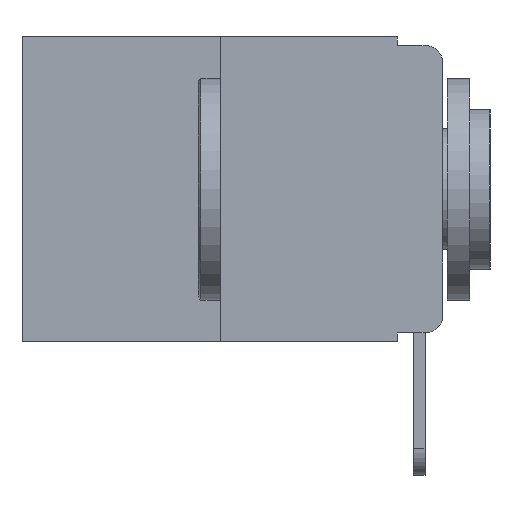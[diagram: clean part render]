
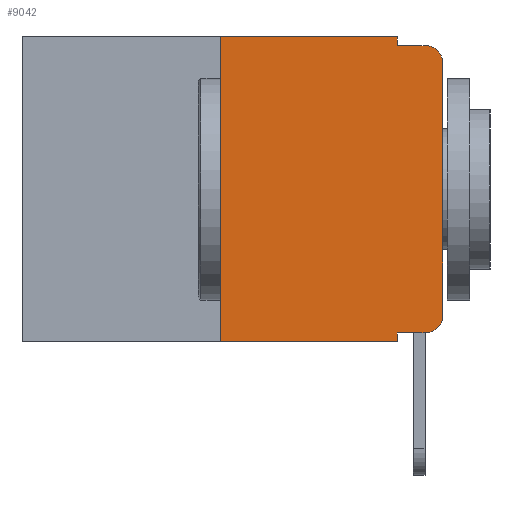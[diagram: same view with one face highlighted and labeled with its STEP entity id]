
A CAD part, left-side view. The second image highlights one B-rep face of the part: STEP entity #9042.
In plain terms, the highlighted planar face has unit normal (-1, 0, 0).
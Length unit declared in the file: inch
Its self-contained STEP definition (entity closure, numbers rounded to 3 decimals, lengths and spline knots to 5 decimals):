
#143 = AXIS2_PLACEMENT_3D ( 'NONE', #6221, #726, #7104 ) ;
#214 = CARTESIAN_POINT ( 'NONE',  ( 0., 0.25, 0. ) ) ;
#387 = CARTESIAN_POINT ( 'NONE',  ( 0., 0.25, -0.343 ) ) ;
#703 = VECTOR ( 'NONE', #8221, 39.37008 ) ;
#726 = DIRECTION ( 'NONE',  ( -1., 0., 0. ) ) ;
#893 = DIRECTION ( 'NONE',  ( 0., 0., -1. ) ) ;
#1024 = LINE ( 'NONE', #7969, #703 ) ;
#1083 = VECTOR ( 'NONE', #10400, 39.37008 ) ;
#1272 = CARTESIAN_POINT ( 'NONE',  ( 0., 0.051, -0.01 ) ) ;
#1455 = LINE ( 'NONE', #4949, #4213 ) ;
#1562 = EDGE_CURVE ( 'NONE', #11031, #6056, #1024, .T. ) ;
#1587 = CARTESIAN_POINT ( 'NONE',  ( 0., 0.25, 0. ) ) ;
#1669 = VECTOR ( 'NONE', #3409, 39.37008 ) ;
#1829 = CIRCLE ( 'NONE', #5968, 0.02 ) ;
#1884 = DIRECTION ( 'NONE',  ( 1., 0., 0. ) ) ;
#2240 = EDGE_CURVE ( 'NONE', #7292, #4468, #8500, .T. ) ;
#2417 = CARTESIAN_POINT ( 'NONE',  ( 0., 0., -0.03 ) ) ;
#2471 = DIRECTION ( 'NONE',  ( 0., 0., -1. ) ) ;
#2500 = ORIENTED_EDGE ( 'NONE', *, *, #11248, .T. ) ;
#2638 = EDGE_CURVE ( 'NONE', #9088, #7292, #7521, .T. ) ;
#2842 = CARTESIAN_POINT ( 'NONE',  ( 0., 0.051, 0. ) ) ;
#2907 = CARTESIAN_POINT ( 'NONE',  ( 0., 0.051, 0. ) ) ;
#3278 = VECTOR ( 'NONE', #8170, 39.37008 ) ;
#3409 = DIRECTION ( 'NONE',  ( 0., -1., 0. ) ) ;
#3560 = LINE ( 'NONE', #6107, #1083 ) ;
#3571 = VERTEX_POINT ( 'NONE', #1587 ) ;
#3809 = ORIENTED_EDGE ( 'NONE', *, *, #2240, .F. ) ;
#3993 = VERTEX_POINT ( 'NONE', #2417 ) ;
#4213 = VECTOR ( 'NONE', #10146, 39.37008 ) ;
#4300 = CARTESIAN_POINT ( 'NONE',  ( 0., 0.473, 0. ) ) ;
#4468 = VERTEX_POINT ( 'NONE', #7138 ) ;
#4697 = CARTESIAN_POINT ( 'NONE',  ( 0., 0., -0.313 ) ) ;
#4898 = VECTOR ( 'NONE', #2471, 39.37008 ) ;
#4914 = ORIENTED_EDGE ( 'NONE', *, *, #6058, .F. ) ;
#4949 = CARTESIAN_POINT ( 'NONE',  ( 0., 0., 0. ) ) ;
#5218 = EDGE_CURVE ( 'NONE', #6056, #10942, #1829, .T. ) ;
#5363 = CIRCLE ( 'NONE', #143, 0.02 ) ;
#5631 = VERTEX_POINT ( 'NONE', #387 ) ;
#5660 = LINE ( 'NONE', #2842, #3278 ) ;
#5780 = DIRECTION ( 'NONE',  ( 0., 0., 1. ) ) ;
#5968 = AXIS2_PLACEMENT_3D ( 'NONE', #11511, #6346, #893 ) ;
#6056 = VERTEX_POINT ( 'NONE', #11575 ) ;
#6058 = EDGE_CURVE ( 'NONE', #11031, #8076, #5660, .T. ) ;
#6107 = CARTESIAN_POINT ( 'NONE',  ( 0., 0.473, -0.343 ) ) ;
#6221 = CARTESIAN_POINT ( 'NONE',  ( 0., 0.02, -0.03 ) ) ;
#6346 = DIRECTION ( 'NONE',  ( -1., 0., 0. ) ) ;
#6385 = EDGE_CURVE ( 'NONE', #3571, #9088, #6468, .T. ) ;
#6468 = LINE ( 'NONE', #4300, #1669 ) ;
#6544 = VECTOR ( 'NONE', #5780, 39.37008 ) ;
#6712 = ORIENTED_EDGE ( 'NONE', *, *, #6385, .F. ) ;
#6993 = ORIENTED_EDGE ( 'NONE', *, *, #9176, .F. ) ;
#7104 = DIRECTION ( 'NONE',  ( 0., 0., -1. ) ) ;
#7138 = CARTESIAN_POINT ( 'NONE',  ( 0., 0.02, -0.01 ) ) ;
#7292 = VERTEX_POINT ( 'NONE', #1272 ) ;
#7521 = LINE ( 'NONE', #7768, #4898 ) ;
#7544 = ORIENTED_EDGE ( 'NONE', *, *, #5218, .T. ) ;
#7680 = ORIENTED_EDGE ( 'NONE', *, *, #9807, .T. ) ;
#7768 = CARTESIAN_POINT ( 'NONE',  ( 0., 0.051, 0. ) ) ;
#7946 = VECTOR ( 'NONE', #10404, 39.37008 ) ;
#7969 = CARTESIAN_POINT ( 'NONE',  ( 0., 0.051, -0.333 ) ) ;
#8075 = EDGE_LOOP ( 'NONE', ( #7680, #10208, #3809, #8508, #6712, #6993, #2500, #4914, #9568, #7544 ) ) ;
#8076 = VERTEX_POINT ( 'NONE', #10006 ) ;
#8155 = DIRECTION ( 'NONE',  ( 0., 0., -1. ) ) ;
#8170 = DIRECTION ( 'NONE',  ( 0., 0., -1. ) ) ;
#8221 = DIRECTION ( 'NONE',  ( 0., -1., 0. ) ) ;
#8420 = CARTESIAN_POINT ( 'NONE',  ( 0., 0.051, -0.333 ) ) ;
#8500 = LINE ( 'NONE', #10576, #7946 ) ;
#8508 = ORIENTED_EDGE ( 'NONE', *, *, #2638, .F. ) ;
#8985 = PLANE ( 'NONE',  #11389 ) ;
#9042 = ADVANCED_FACE ( 'NONE', ( #10724 ), #8985, .F. ) ;
#9088 = VERTEX_POINT ( 'NONE', #2907 ) ;
#9176 = EDGE_CURVE ( 'NONE', #5631, #3571, #10845, .T. ) ;
#9568 = ORIENTED_EDGE ( 'NONE', *, *, #1562, .T. ) ;
#9807 = EDGE_CURVE ( 'NONE', #10942, #3993, #1455, .T. ) ;
#10006 = CARTESIAN_POINT ( 'NONE',  ( 0., 0.051, -0.343 ) ) ;
#10146 = DIRECTION ( 'NONE',  ( 0., 0., 1. ) ) ;
#10208 = ORIENTED_EDGE ( 'NONE', *, *, #11316, .T. ) ;
#10400 = DIRECTION ( 'NONE',  ( 0., -1., 0. ) ) ;
#10404 = DIRECTION ( 'NONE',  ( 0., -1., 0. ) ) ;
#10576 = CARTESIAN_POINT ( 'NONE',  ( 0., 0.051, -0.01 ) ) ;
#10724 = FACE_OUTER_BOUND ( 'NONE', #8075, .T. ) ;
#10845 = LINE ( 'NONE', #214, #6544 ) ;
#10942 = VERTEX_POINT ( 'NONE', #4697 ) ;
#11031 = VERTEX_POINT ( 'NONE', #8420 ) ;
#11248 = EDGE_CURVE ( 'NONE', #5631, #8076, #3560, .T. ) ;
#11316 = EDGE_CURVE ( 'NONE', #3993, #4468, #5363, .T. ) ;
#11389 = AXIS2_PLACEMENT_3D ( 'NONE', #11559, #1884, #8155 ) ;
#11511 = CARTESIAN_POINT ( 'NONE',  ( 0., 0.02, -0.313 ) ) ;
#11559 = CARTESIAN_POINT ( 'NONE',  ( 0., 0.473, 0. ) ) ;
#11575 = CARTESIAN_POINT ( 'NONE',  ( 0., 0.02, -0.333 ) ) ;
